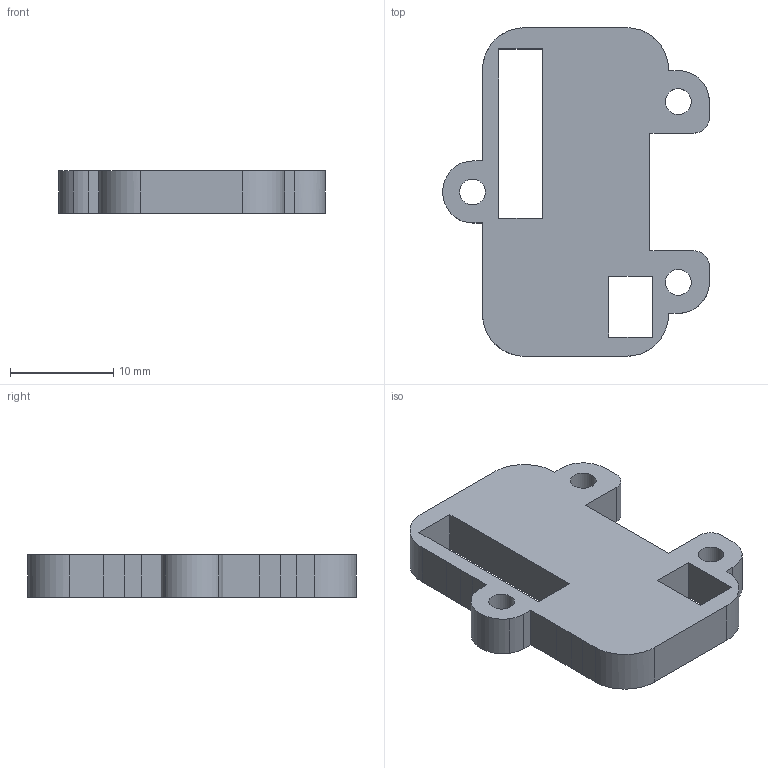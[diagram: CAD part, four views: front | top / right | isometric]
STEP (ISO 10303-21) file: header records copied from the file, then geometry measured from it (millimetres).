
FILE_DESCRIPTION(/* description */ (''),/* implementation_level */ '2;1');
FILE_NAME(/* name */ '52_66_with_touch_prt1.stp',/* time_stamp */ '2023-07-20T17:06:29+02:00',/* author */ ('72850897'),/* organization */ ('USER'),/* preprocessor_version */ 'ST-DEVELOPER v18',/* originating_system */ 'Autodesk Manufacturing Data Exchange Utility2020.0.0.905203',/* authorisation */ '');
FILE_SCHEMA (('AUTOMOTIVE_DESIGN { 1 0 10303 214 3 1 1 }'));
Length unit declared in the file: millimetre
Products named in the file (1): partANN::DOCUMENT
Bounding box: 25.82 x 31.8 x 4.1 mm (x, y, z)
Volume: 2012.1 mm3; surface area: 1795.6 mm2
Topology: 1 solids, 1 shells, 45 faces, 135 edges, 92 vertices
Faces by surface type: plane 31, bspline 8, cylinder 6
Full cylindrical faces by diameter (mm): 2.5 x3
Entity records: 1619 total; most frequent: CARTESIAN_POINT 423, ORIENTED_EDGE 270, DIRECTION 197, EDGE_CURVE 135, VERTEX_POINT 92, LINE 85, VECTOR 85, AXIS2_PLACEMENT_3D 56
